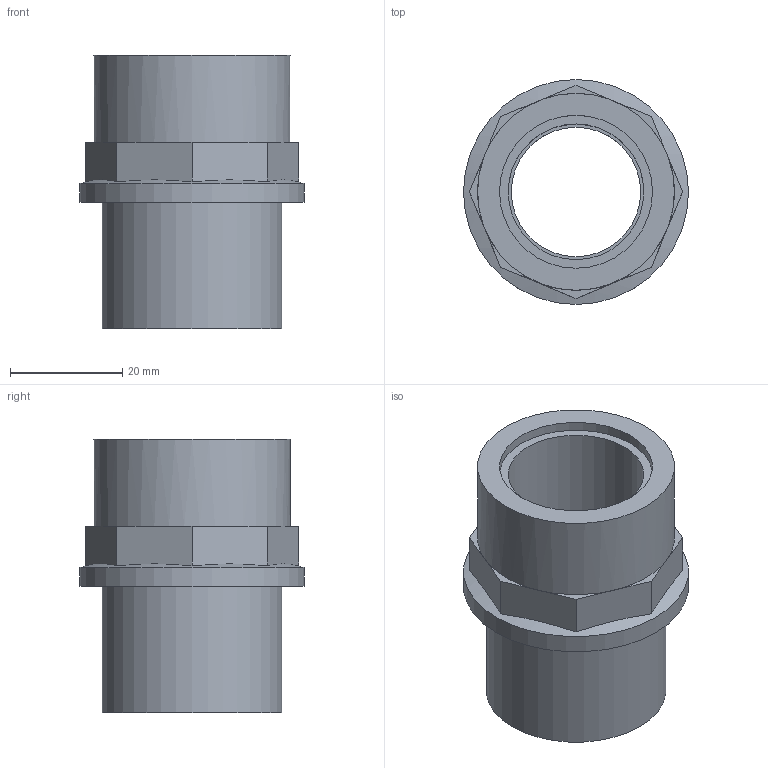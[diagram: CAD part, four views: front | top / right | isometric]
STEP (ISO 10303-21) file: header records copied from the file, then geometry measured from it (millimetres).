
FILE_DESCRIPTION(/* description */ (''),/* implementation_level */ '2;1');
FILE_NAME(/* name */ 'DIFV032025034.ipt.stp',/* time_stamp */ '2013-10-01T14:36:48+02:00',/* author */ ('bfaro'),/* organization */ (''),/* preprocessor_version */ 'ST-DEVELOPER v15.2',/* originating_system */ 'Autodesk Inventor 2014',/* authorisation */ '');
FILE_SCHEMA (('AUTOMOTIVE_DESIGN { 1 0 10303 214 3 1 1 }'));
Length unit declared in the file: millimetre
Products named in the file (1): DIFV032025034
Bounding box: 40 x 40 x 48.7 mm (x, y, z)
Volume: 21908.6 mm3; surface area: 10603.5 mm2
Topology: 1 solids, 1 shells, 30 faces, 71 edges, 47 vertices
Faces by surface type: plane 22, cylinder 7, cone 1
Full cylindrical faces by diameter (mm): 23 x1, 24.117 x1, 25 x1, 27.2 x1, 32 x1, 35 x1, 40 x1
Entity records: 827 total; most frequent: CARTESIAN_POINT 169, DIRECTION 128, ORIENTED_EDGE 122, EDGE_CURVE 61, AXIS2_PLACEMENT_3D 52, VERTEX_POINT 45, EDGE_LOOP 44, ADVANCED_FACE 30
